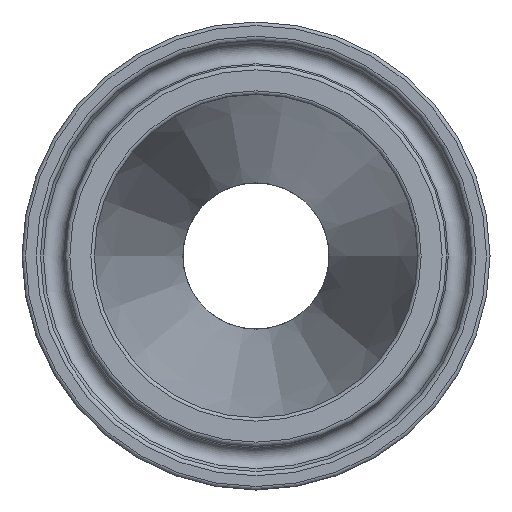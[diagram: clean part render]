
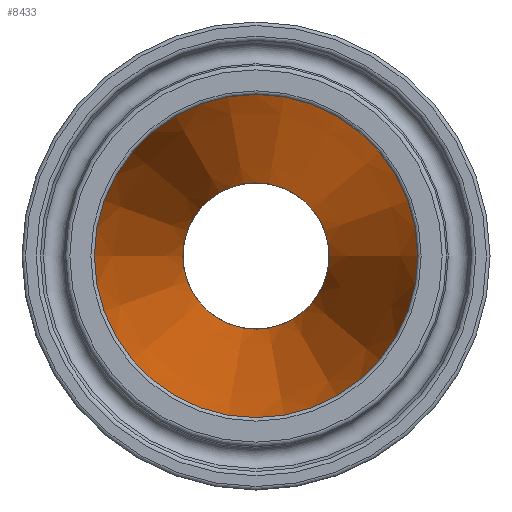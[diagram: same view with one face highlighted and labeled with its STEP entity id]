
A CAD part, left-side view. The second image highlights one B-rep face of the part: STEP entity #8433.
In plain terms, the highlighted conical face has half-angle 10.62 degrees and reference radius 12.636 mm.
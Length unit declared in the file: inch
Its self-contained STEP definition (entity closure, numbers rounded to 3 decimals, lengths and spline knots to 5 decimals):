
#148=FACE_BOUND('',#1554,.T.);
#1022=FACE_OUTER_BOUND('',#1553,.T.);
#1553=EDGE_LOOP('',(#7826));
#1554=EDGE_LOOP('',(#7827));
#2954=CIRCLE('',#8955,0.31);
#2955=CIRCLE('',#8957,0.685);
#4167=VERTEX_POINT('',#18003);
#4168=VERTEX_POINT('',#18006);
#5395=EDGE_CURVE('',#4167,#4167,#2954,.T.);
#5396=EDGE_CURVE('',#4168,#4168,#2955,.T.);
#7826=ORIENTED_EDGE('',*,*,#5396,.F.);
#7827=ORIENTED_EDGE('',*,*,#5395,.T.);
#7912=CONICAL_SURFACE('',#8956,0.4975,10.62);
#8433=ADVANCED_FACE('',(#1022,#148),#7912,.F.);
#8955=AXIS2_PLACEMENT_3D('',#18004,#10579,#10580);
#8956=AXIS2_PLACEMENT_3D('',#18005,#10581,#10582);
#8957=AXIS2_PLACEMENT_3D('',#18007,#10583,#10584);
#10579=DIRECTION('center_axis',(1.,0.,0.));
#10580=DIRECTION('ref_axis',(0.,-1.,0.));
#10581=DIRECTION('center_axis',(-1.,0.,0.));
#10582=DIRECTION('ref_axis',(0.,-1.,0.));
#10583=DIRECTION('center_axis',(1.,0.,0.));
#10584=DIRECTION('ref_axis',(0.,-1.,0.));
#18003=CARTESIAN_POINT('',(2.5,-0.31,0.));
#18004=CARTESIAN_POINT('Origin',(2.5,0.,0.));
#18005=CARTESIAN_POINT('Origin',(1.5,0.,0.));
#18006=CARTESIAN_POINT('',(0.5,-0.685,0.));
#18007=CARTESIAN_POINT('Origin',(0.5,0.,0.));
